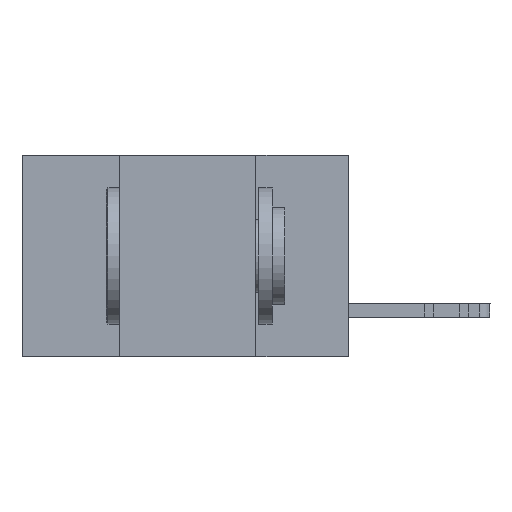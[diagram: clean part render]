
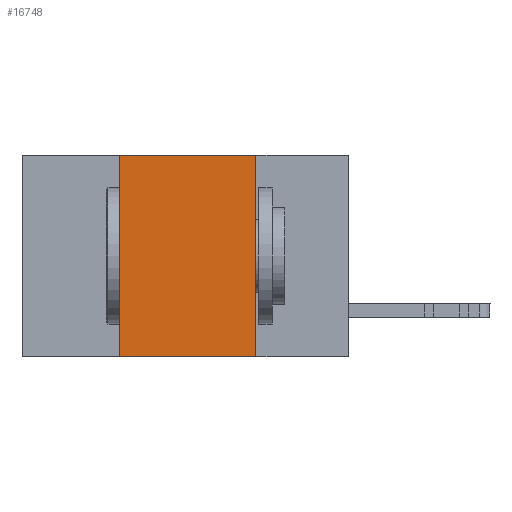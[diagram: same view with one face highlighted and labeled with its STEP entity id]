
A CAD part, left-side view. The second image highlights one B-rep face of the part: STEP entity #16748.
In plain terms, the highlighted planar face has unit normal (-1, 0, 0).
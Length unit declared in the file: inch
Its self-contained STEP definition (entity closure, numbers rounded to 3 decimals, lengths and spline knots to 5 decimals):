
#492 = EDGE_CURVE ( 'NONE', #18526, #10204, #10929, .T. ) ;
#570 = VECTOR ( 'NONE', #5889, 39.37008 ) ;
#610 = AXIS2_PLACEMENT_3D ( 'NONE', #11599, #15211, #16852 ) ;
#717 = EDGE_CURVE ( 'NONE', #6677, #15879, #6353, .T. ) ;
#888 = CARTESIAN_POINT ( 'NONE',  ( 0., 0.42, 0. ) ) ;
#2163 = EDGE_CURVE ( 'NONE', #15879, #10204, #17583, .T. ) ;
#2249 = VECTOR ( 'NONE', #3504, 39.37008 ) ;
#2711 = PLANE ( 'NONE',  #610 ) ;
#3504 = DIRECTION ( 'NONE',  ( 0., 0., 1. ) ) ;
#4138 = ORIENTED_EDGE ( 'NONE', *, *, #717, .F. ) ;
#5889 = DIRECTION ( 'NONE',  ( 0., -1., 0. ) ) ;
#6353 = LINE ( 'NONE', #11605, #19215 ) ;
#6677 = VERTEX_POINT ( 'NONE', #888 ) ;
#6920 = LINE ( 'NONE', #14128, #2249 ) ;
#7532 = CARTESIAN_POINT ( 'NONE',  ( 0., 0.6, -0.37 ) ) ;
#7883 = DIRECTION ( 'NONE',  ( 0., -1., 0. ) ) ;
#8065 = CARTESIAN_POINT ( 'NONE',  ( 0., 0.17, -0.37 ) ) ;
#9133 = VECTOR ( 'NONE', #10130, 39.37008 ) ;
#9747 = FACE_OUTER_BOUND ( 'NONE', #22953, .T. ) ;
#9921 = EDGE_CURVE ( 'NONE', #18526, #6677, #6920, .T. ) ;
#10130 = DIRECTION ( 'NONE',  ( 0., 0., -1. ) ) ;
#10204 = VERTEX_POINT ( 'NONE', #8065 ) ;
#10929 = LINE ( 'NONE', #7532, #570 ) ;
#11599 = CARTESIAN_POINT ( 'NONE',  ( 0., 0.6, 0. ) ) ;
#11605 = CARTESIAN_POINT ( 'NONE',  ( 0., 0.6, 0. ) ) ;
#12953 = ORIENTED_EDGE ( 'NONE', *, *, #2163, .F. ) ;
#13502 = CARTESIAN_POINT ( 'NONE',  ( 0., 0.17, -0.37 ) ) ;
#14128 = CARTESIAN_POINT ( 'NONE',  ( 0., 0.42, -0.37 ) ) ;
#15079 = CARTESIAN_POINT ( 'NONE',  ( 0., 0.42, -0.37 ) ) ;
#15211 = DIRECTION ( 'NONE',  ( 1., 0., 0. ) ) ;
#15461 = CARTESIAN_POINT ( 'NONE',  ( 0., 0.17, 0. ) ) ;
#15879 = VERTEX_POINT ( 'NONE', #15461 ) ;
#16748 = ADVANCED_FACE ( 'NONE', ( #9747 ), #2711, .F. ) ;
#16852 = DIRECTION ( 'NONE',  ( 0., 0., -1. ) ) ;
#17583 = LINE ( 'NONE', #13502, #9133 ) ;
#17992 = ORIENTED_EDGE ( 'NONE', *, *, #492, .T. ) ;
#18526 = VERTEX_POINT ( 'NONE', #15079 ) ;
#19215 = VECTOR ( 'NONE', #7883, 39.37008 ) ;
#20767 = ORIENTED_EDGE ( 'NONE', *, *, #9921, .F. ) ;
#22953 = EDGE_LOOP ( 'NONE', ( #12953, #4138, #20767, #17992 ) ) ;
